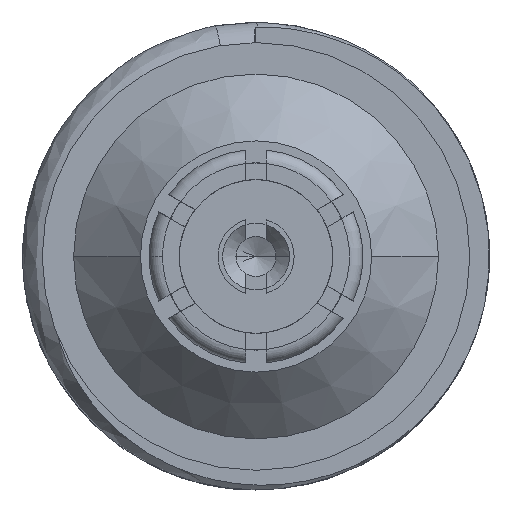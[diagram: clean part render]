
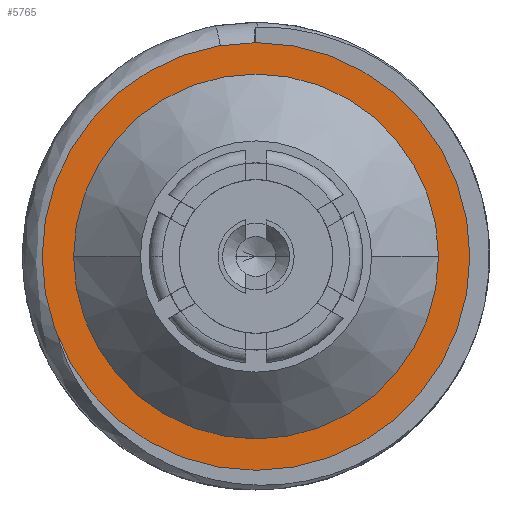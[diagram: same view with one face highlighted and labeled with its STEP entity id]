
A CAD part, left-side view. The second image highlights one B-rep face of the part: STEP entity #5765.
In plain terms, the highlighted planar face has unit normal (-1, 0, 0).
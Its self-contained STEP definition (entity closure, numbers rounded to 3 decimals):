
#7 = AXIS2_PLACEMENT_3D ( 'NONE', #3626, #7733, #5709 ) ;
#240 = DIRECTION ( 'NONE',  ( 1., 0., 0. ) ) ;
#332 = AXIS2_PLACEMENT_3D ( 'NONE', #7632, #6967, #1698 ) ;
#365 = VERTEX_POINT ( 'NONE', #8352 ) ;
#525 = VERTEX_POINT ( 'NONE', #7274 ) ;
#924 = ORIENTED_EDGE ( 'NONE', *, *, #2783, .F. ) ;
#1075 = VERTEX_POINT ( 'NONE', #7543 ) ;
#1174 = DIRECTION ( 'NONE',  ( 1., 0., 0. ) ) ;
#1698 = DIRECTION ( 'NONE',  ( 0., 1., 0. ) ) ;
#1762 = CIRCLE ( 'NONE', #332, 1.365 ) ;
#1889 = AXIS2_PLACEMENT_3D ( 'NONE', #4752, #7979, #6697 ) ;
#2013 = CIRCLE ( 'NONE', #7, 1.6 ) ;
#2165 = CARTESIAN_POINT ( 'NONE',  ( -9.107, 0., 0. ) ) ;
#2233 = AXIS2_PLACEMENT_3D ( 'NONE', #7864, #1174, #3897 ) ;
#2739 = EDGE_LOOP ( 'NONE', ( #924, #4375 ) ) ;
#2783 = EDGE_CURVE ( 'NONE', #525, #1075, #6467, .T. ) ;
#2930 = VERTEX_POINT ( 'NONE', #5762 ) ;
#3626 = CARTESIAN_POINT ( 'NONE',  ( -9.107, 0., 0. ) ) ;
#3897 = DIRECTION ( 'NONE',  ( 0., -1., 0. ) ) ;
#4093 = ORIENTED_EDGE ( 'NONE', *, *, #5279, .T. ) ;
#4172 = DIRECTION ( 'NONE',  ( 0., 1., 0. ) ) ;
#4375 = ORIENTED_EDGE ( 'NONE', *, *, #7787, .F. ) ;
#4538 = EDGE_LOOP ( 'NONE', ( #4093, #5895 ) ) ;
#4558 = PLANE ( 'NONE',  #2233 ) ;
#4572 = EDGE_CURVE ( 'NONE', #365, #2930, #5434, .T. ) ;
#4752 = CARTESIAN_POINT ( 'NONE',  ( -9.107, 0., 0. ) ) ;
#5279 = EDGE_CURVE ( 'NONE', #2930, #365, #1762, .T. ) ;
#5434 = CIRCLE ( 'NONE', #1889, 1.365 ) ;
#5709 = DIRECTION ( 'NONE',  ( 0., 1., 0. ) ) ;
#5762 = CARTESIAN_POINT ( 'NONE',  ( -9.107, 1.365, 0. ) ) ;
#5765 = ADVANCED_FACE ( 'NONE', ( #7249, #8543 ), #4558, .F. ) ;
#5895 = ORIENTED_EDGE ( 'NONE', *, *, #4572, .T. ) ;
#6467 = CIRCLE ( 'NONE', #7591, 1.6 ) ;
#6697 = DIRECTION ( 'NONE',  ( 0., 1., 0. ) ) ;
#6967 = DIRECTION ( 'NONE',  ( 1., 0., 0. ) ) ;
#7249 = FACE_OUTER_BOUND ( 'NONE', #2739, .T. ) ;
#7274 = CARTESIAN_POINT ( 'NONE',  ( -9.107, 1.6, 0. ) ) ;
#7543 = CARTESIAN_POINT ( 'NONE',  ( -9.107, -1.6, 0. ) ) ;
#7591 = AXIS2_PLACEMENT_3D ( 'NONE', #2165, #240, #4172 ) ;
#7632 = CARTESIAN_POINT ( 'NONE',  ( -9.107, 0., 0. ) ) ;
#7733 = DIRECTION ( 'NONE',  ( 1., 0., 0. ) ) ;
#7787 = EDGE_CURVE ( 'NONE', #1075, #525, #2013, .T. ) ;
#7864 = CARTESIAN_POINT ( 'NONE',  ( -9.107, -1.365, 0. ) ) ;
#7979 = DIRECTION ( 'NONE',  ( 1., 0., 0. ) ) ;
#8352 = CARTESIAN_POINT ( 'NONE',  ( -9.107, -1.365, 0. ) ) ;
#8543 = FACE_BOUND ( 'NONE', #4538, .T. ) ;
